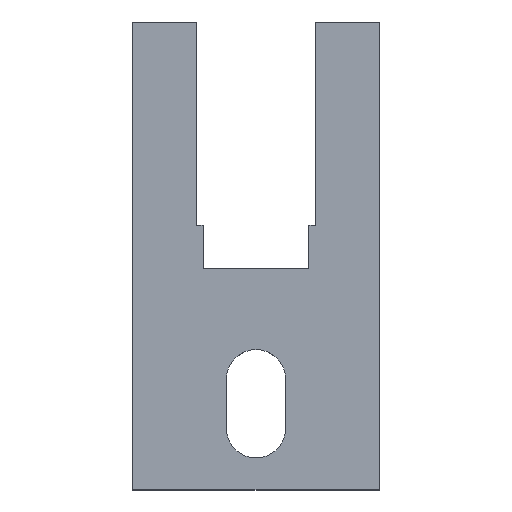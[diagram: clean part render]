
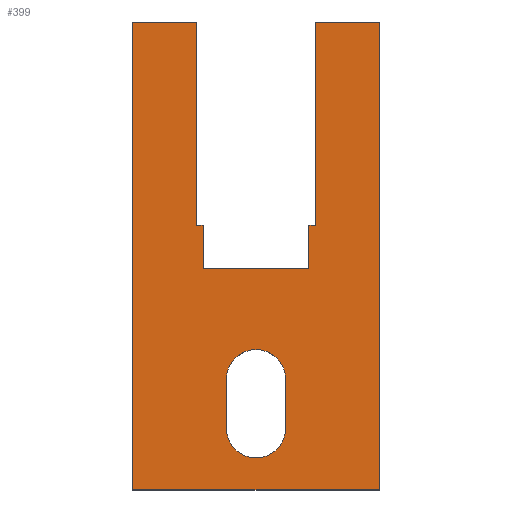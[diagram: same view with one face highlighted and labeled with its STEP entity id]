
A CAD part, top view. The second image highlights one B-rep face of the part: STEP entity #399.
In plain terms, the highlighted planar face has unit normal (0, 0, 1).
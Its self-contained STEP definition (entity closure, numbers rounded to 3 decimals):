
#16=FACE_BOUND('',#63,.T.);
#17=CIRCLE('',#417,1.2);
#19=CIRCLE('',#421,1.2);
#41=FACE_OUTER_BOUND('',#62,.T.);
#62=EDGE_LOOP('',(#335,#336,#337,#338,#339,#340,#341,#342,#343,#344,#345,
#346));
#63=EDGE_LOOP('',(#347,#348,#349,#350));
#65=LINE('',#543,#115);
#70=LINE('',#557,#120);
#73=LINE('',#567,#123);
#85=LINE('',#590,#135);
#87=LINE('',#595,#137);
#90=LINE('',#601,#140);
#93=LINE('',#607,#143);
#96=LINE('',#613,#146);
#99=LINE('',#619,#149);
#102=LINE('',#625,#152);
#105=LINE('',#631,#155);
#108=LINE('',#637,#158);
#111=LINE('',#643,#161);
#114=LINE('',#647,#164);
#115=VECTOR('',#443,10.);
#120=VECTOR('',#456,10.);
#123=VECTOR('',#467,10.);
#135=VECTOR('',#485,10.);
#137=VECTOR('',#489,10.);
#140=VECTOR('',#494,10.);
#143=VECTOR('',#499,10.);
#146=VECTOR('',#504,10.);
#149=VECTOR('',#509,10.);
#152=VECTOR('',#514,10.);
#155=VECTOR('',#519,10.);
#158=VECTOR('',#524,10.);
#161=VECTOR('',#529,10.);
#164=VECTOR('',#534,10.);
#165=VERTEX_POINT('',#541);
#166=VERTEX_POINT('',#542);
#169=VERTEX_POINT('',#550);
#171=VERTEX_POINT('',#556);
#173=VERTEX_POINT('',#565);
#174=VERTEX_POINT('',#566);
#182=VERTEX_POINT('',#588);
#184=VERTEX_POINT('',#594);
#186=VERTEX_POINT('',#600);
#188=VERTEX_POINT('',#606);
#190=VERTEX_POINT('',#612);
#192=VERTEX_POINT('',#618);
#194=VERTEX_POINT('',#624);
#196=VERTEX_POINT('',#630);
#198=VERTEX_POINT('',#636);
#200=VERTEX_POINT('',#642);
#201=EDGE_CURVE('',#165,#166,#65,.T.);
#205=EDGE_CURVE('',#166,#169,#17,.T.);
#208=EDGE_CURVE('',#169,#171,#70,.T.);
#211=EDGE_CURVE('',#171,#165,#19,.T.);
#213=EDGE_CURVE('',#173,#174,#73,.T.);
#225=EDGE_CURVE('',#182,#173,#85,.T.);
#227=EDGE_CURVE('',#184,#174,#87,.T.);
#230=EDGE_CURVE('',#186,#184,#90,.T.);
#233=EDGE_CURVE('',#188,#186,#93,.T.);
#236=EDGE_CURVE('',#190,#188,#96,.T.);
#239=EDGE_CURVE('',#192,#190,#99,.T.);
#242=EDGE_CURVE('',#194,#192,#102,.T.);
#245=EDGE_CURVE('',#196,#194,#105,.T.);
#248=EDGE_CURVE('',#198,#196,#108,.T.);
#251=EDGE_CURVE('',#200,#198,#111,.T.);
#254=EDGE_CURVE('',#182,#200,#114,.T.);
#335=ORIENTED_EDGE('',*,*,#254,.T.);
#336=ORIENTED_EDGE('',*,*,#251,.T.);
#337=ORIENTED_EDGE('',*,*,#248,.T.);
#338=ORIENTED_EDGE('',*,*,#245,.T.);
#339=ORIENTED_EDGE('',*,*,#242,.T.);
#340=ORIENTED_EDGE('',*,*,#239,.T.);
#341=ORIENTED_EDGE('',*,*,#236,.T.);
#342=ORIENTED_EDGE('',*,*,#233,.T.);
#343=ORIENTED_EDGE('',*,*,#230,.T.);
#344=ORIENTED_EDGE('',*,*,#227,.T.);
#345=ORIENTED_EDGE('',*,*,#213,.F.);
#346=ORIENTED_EDGE('',*,*,#225,.F.);
#347=ORIENTED_EDGE('',*,*,#201,.T.);
#348=ORIENTED_EDGE('',*,*,#205,.T.);
#349=ORIENTED_EDGE('',*,*,#208,.T.);
#350=ORIENTED_EDGE('',*,*,#211,.T.);
#379=PLANE('',#437);
#399=ADVANCED_FACE('',(#41,#16),#379,.T.);
#417=AXIS2_PLACEMENT_3D('',#551,#449,#450);
#421=AXIS2_PLACEMENT_3D('',#562,#461,#462);
#437=AXIS2_PLACEMENT_3D('',#648,#535,#536);
#443=DIRECTION('',(0.,1.,0.));
#449=DIRECTION('center_axis',(0.,0.,-1.));
#450=DIRECTION('ref_axis',(-1.,0.,0.));
#456=DIRECTION('',(0.,-1.,0.));
#461=DIRECTION('center_axis',(0.,0.,-1.));
#462=DIRECTION('ref_axis',(1.,0.,0.));
#467=DIRECTION('',(-1.,0.,0.));
#485=DIRECTION('',(0.,-1.,0.));
#489=DIRECTION('',(0.,-1.,0.));
#494=DIRECTION('',(-1.,0.,0.));
#499=DIRECTION('',(0.,1.,0.));
#504=DIRECTION('',(-1.,0.,0.));
#509=DIRECTION('',(0.,1.,0.));
#514=DIRECTION('',(-1.,0.,0.));
#519=DIRECTION('',(0.,-1.,0.));
#524=DIRECTION('',(-1.,0.,0.));
#529=DIRECTION('',(0.,-1.,0.));
#534=DIRECTION('',(-1.,0.,0.));
#535=DIRECTION('center_axis',(0.,0.,1.));
#536=DIRECTION('ref_axis',(1.,0.,0.));
#541=CARTESIAN_POINT('',(-1.2,-6.5,3.));
#542=CARTESIAN_POINT('',(-1.2,-4.5,3.));
#543=CARTESIAN_POINT('',(-1.2,-0.25,3.));
#550=CARTESIAN_POINT('',(1.2,-4.5,3.));
#551=CARTESIAN_POINT('Origin',(0.,-4.5,3.));
#556=CARTESIAN_POINT('',(1.2,-6.5,3.));
#557=CARTESIAN_POINT('',(1.2,-1.25,3.));
#562=CARTESIAN_POINT('Origin',(0.,-6.5,3.));
#565=CARTESIAN_POINT('',(5.,-9.,3.));
#566=CARTESIAN_POINT('',(-5.,-9.,3.));
#567=CARTESIAN_POINT('',(5.,-9.,3.));
#588=CARTESIAN_POINT('',(5.,10.,3.));
#590=CARTESIAN_POINT('',(5.,-2.,3.));
#594=CARTESIAN_POINT('',(-5.,10.,3.));
#595=CARTESIAN_POINT('',(-5.,-2.,3.));
#600=CARTESIAN_POINT('',(-2.401,10.,3.));
#601=CARTESIAN_POINT('',(-5.,10.,3.));
#606=CARTESIAN_POINT('',(-2.401,1.75,3.));
#607=CARTESIAN_POINT('',(-2.401,1.75,3.));
#612=CARTESIAN_POINT('',(-2.15,1.75,3.));
#613=CARTESIAN_POINT('',(-2.15,1.75,3.));
#618=CARTESIAN_POINT('',(-2.15,0.,3.));
#619=CARTESIAN_POINT('',(-2.15,0.,3.));
#624=CARTESIAN_POINT('',(2.15,0.,3.));
#625=CARTESIAN_POINT('',(0.,0.,3.));
#630=CARTESIAN_POINT('',(2.15,1.75,3.));
#631=CARTESIAN_POINT('',(2.15,0.,3.));
#636=CARTESIAN_POINT('',(2.4,1.75,3.));
#637=CARTESIAN_POINT('',(2.15,1.75,3.));
#642=CARTESIAN_POINT('',(2.4,10.,3.));
#643=CARTESIAN_POINT('',(2.4,10.,3.));
#647=CARTESIAN_POINT('',(2.4,10.,3.));
#648=CARTESIAN_POINT('Origin',(0.,4.,3.));
